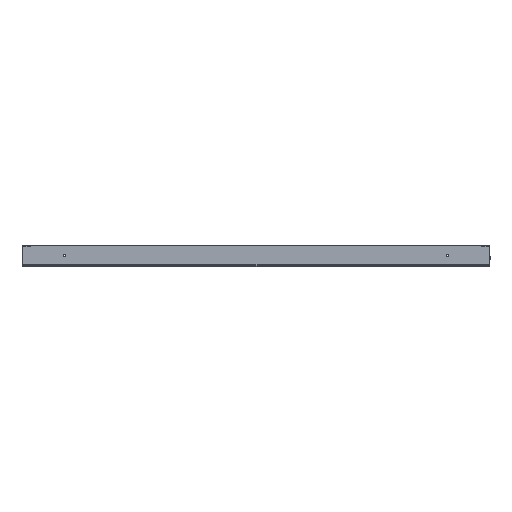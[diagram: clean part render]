
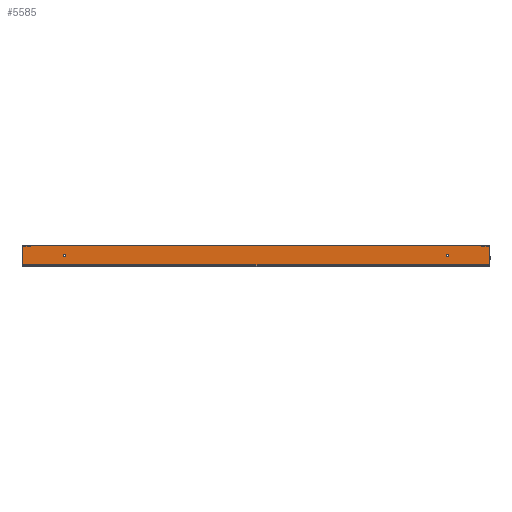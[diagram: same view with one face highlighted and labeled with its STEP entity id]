
A CAD part, front view. The second image highlights one B-rep face of the part: STEP entity #5585.
In plain terms, the highlighted planar face has unit normal (0, -1, 0).
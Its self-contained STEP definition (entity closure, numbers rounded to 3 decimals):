
#719 = EDGE_CURVE ( 'NONE', #25085, #852, #20102, .T. ) ;
#852 = VERTEX_POINT ( 'NONE', #9825 ) ;
#1555 = VERTEX_POINT ( 'NONE', #1767 ) ;
#1576 = CARTESIAN_POINT ( 'NONE',  ( -450., -900., 21. ) ) ;
#1767 = CARTESIAN_POINT ( 'NONE',  ( 547.929, -900., 47. ) ) ;
#1813 = VECTOR ( 'NONE', #28405, 1000. ) ;
#3241 = VECTOR ( 'NONE', #28307, 1000. ) ;
#3436 = DIRECTION ( 'NONE',  ( 0., 0., 1. ) ) ;
#3654 = DIRECTION ( 'NONE',  ( 0., 0., 1. ) ) ;
#3802 = ORIENTED_EDGE ( 'NONE', *, *, #27857, .T. ) ;
#4293 = DIRECTION ( 'NONE',  ( 0., 1., 0. ) ) ;
#5150 = VERTEX_POINT ( 'NONE', #1576 ) ;
#5408 = LINE ( 'NONE', #19647, #26486 ) ;
#5585 = ADVANCED_FACE ( 'NONE', ( #9226, #11767, #25477 ), #14115, .F. ) ;
#6111 = EDGE_CURVE ( 'NONE', #5150, #7799, #7109, .T. ) ;
#6741 = AXIS2_PLACEMENT_3D ( 'NONE', #14731, #17078, #33522 ) ;
#7109 = CIRCLE ( 'NONE', #31916, 3. ) ;
#7182 = VERTEX_POINT ( 'NONE', #31914 ) ;
#7240 = DIRECTION ( 'NONE',  ( 0., 0., 1. ) ) ;
#7799 = VERTEX_POINT ( 'NONE', #30564 ) ;
#8075 = ORIENTED_EDGE ( 'NONE', *, *, #19100, .T. ) ;
#8370 = CARTESIAN_POINT ( 'NONE',  ( 450., -900., 27. ) ) ;
#8741 = EDGE_LOOP ( 'NONE', ( #13214, #29411 ) ) ;
#8929 = ORIENTED_EDGE ( 'NONE', *, *, #23797, .T. ) ;
#9226 = FACE_BOUND ( 'NONE', #10033, .T. ) ;
#9353 = CARTESIAN_POINT ( 'NONE',  ( -550., -900., 2. ) ) ;
#9371 = VERTEX_POINT ( 'NONE', #10386 ) ;
#9478 = CARTESIAN_POINT ( 'NONE',  ( 546.929, -900., 48. ) ) ;
#9539 = EDGE_CURVE ( 'NONE', #32094, #16767, #15814, .T. ) ;
#9825 = CARTESIAN_POINT ( 'NONE',  ( -546.929, -900., 48. ) ) ;
#10033 = EDGE_LOOP ( 'NONE', ( #8075, #12243 ) ) ;
#10245 = CIRCLE ( 'NONE', #15980, 3. ) ;
#10386 = CARTESIAN_POINT ( 'NONE',  ( -547.929, -900., 2. ) ) ;
#11687 = DIRECTION ( 'NONE',  ( 0., 0., 1. ) ) ;
#11760 = DIRECTION ( 'NONE',  ( 0., 0., 1. ) ) ;
#11767 = FACE_BOUND ( 'NONE', #8741, .T. ) ;
#12243 = ORIENTED_EDGE ( 'NONE', *, *, #6111, .T. ) ;
#12250 = DIRECTION ( 'NONE',  ( 0., 0., 1. ) ) ;
#13214 = ORIENTED_EDGE ( 'NONE', *, *, #15382, .T. ) ;
#14081 = ORIENTED_EDGE ( 'NONE', *, *, #34229, .F. ) ;
#14115 = PLANE ( 'NONE',  #30172 ) ;
#14731 = CARTESIAN_POINT ( 'NONE',  ( -450., -900., 24. ) ) ;
#15171 = DIRECTION ( 'NONE',  ( 0., -1., 0. ) ) ;
#15382 = EDGE_CURVE ( 'NONE', #16767, #32094, #10245, .T. ) ;
#15814 = CIRCLE ( 'NONE', #34268, 3. ) ;
#15980 = AXIS2_PLACEMENT_3D ( 'NONE', #24490, #21242, #32984 ) ;
#16241 = CARTESIAN_POINT ( 'NONE',  ( -547.929, -900., 47. ) ) ;
#16594 = DIRECTION ( 'NONE',  ( 0., 0., 1. ) ) ;
#16767 = VERTEX_POINT ( 'NONE', #8370 ) ;
#17078 = DIRECTION ( 'NONE',  ( 0., 1., 0. ) ) ;
#17415 = ORIENTED_EDGE ( 'NONE', *, *, #719, .T. ) ;
#17726 = EDGE_CURVE ( 'NONE', #7182, #9371, #34090, .T. ) ;
#18528 = VECTOR ( 'NONE', #7240, 1000. ) ;
#19100 = EDGE_CURVE ( 'NONE', #7799, #5150, #22300, .T. ) ;
#19506 = CIRCLE ( 'NONE', #21821, 1. ) ;
#19647 = CARTESIAN_POINT ( 'NONE',  ( 547.929, -900., 0. ) ) ;
#20102 = LINE ( 'NONE', #28228, #1813 ) ;
#21242 = DIRECTION ( 'NONE',  ( 0., 1., 0. ) ) ;
#21821 = AXIS2_PLACEMENT_3D ( 'NONE', #25228, #27759, #11687 ) ;
#22300 = CIRCLE ( 'NONE', #6741, 3. ) ;
#22592 = DIRECTION ( 'NONE',  ( 0., 1., 0. ) ) ;
#22964 = EDGE_CURVE ( 'NONE', #852, #25996, #29304, .T. ) ;
#23797 = EDGE_CURVE ( 'NONE', #1555, #25085, #19506, .T. ) ;
#24490 = CARTESIAN_POINT ( 'NONE',  ( 450., -900., 24. ) ) ;
#24804 = ORIENTED_EDGE ( 'NONE', *, *, #17726, .F. ) ;
#25085 = VERTEX_POINT ( 'NONE', #9478 ) ;
#25228 = CARTESIAN_POINT ( 'NONE',  ( 546.929, -900., 47. ) ) ;
#25477 = FACE_OUTER_BOUND ( 'NONE', #34512, .T. ) ;
#25515 = CARTESIAN_POINT ( 'NONE',  ( 450., -900., 24. ) ) ;
#25962 = CARTESIAN_POINT ( 'NONE',  ( -450., -900., 24. ) ) ;
#25996 = VERTEX_POINT ( 'NONE', #16241 ) ;
#26486 = VECTOR ( 'NONE', #16594, 1000. ) ;
#26558 = LINE ( 'NONE', #29270, #18528 ) ;
#26982 = AXIS2_PLACEMENT_3D ( 'NONE', #30889, #15171, #11760 ) ;
#27759 = DIRECTION ( 'NONE',  ( 0., -1., 0. ) ) ;
#27857 = EDGE_CURVE ( 'NONE', #7182, #1555, #5408, .T. ) ;
#28180 = CARTESIAN_POINT ( 'NONE',  ( 0., -900., 0. ) ) ;
#28228 = CARTESIAN_POINT ( 'NONE',  ( 0., -900., 48. ) ) ;
#28307 = DIRECTION ( 'NONE',  ( -1., 0., 0. ) ) ;
#28399 = DIRECTION ( 'NONE',  ( 0., 1., 0. ) ) ;
#28405 = DIRECTION ( 'NONE',  ( -1., 0., 0. ) ) ;
#29270 = CARTESIAN_POINT ( 'NONE',  ( -547.929, -900., 0. ) ) ;
#29304 = CIRCLE ( 'NONE', #26982, 1. ) ;
#29411 = ORIENTED_EDGE ( 'NONE', *, *, #9539, .T. ) ;
#30172 = AXIS2_PLACEMENT_3D ( 'NONE', #28180, #22592, #3436 ) ;
#30564 = CARTESIAN_POINT ( 'NONE',  ( -450., -900., 27. ) ) ;
#30889 = CARTESIAN_POINT ( 'NONE',  ( -546.929, -900., 47. ) ) ;
#31914 = CARTESIAN_POINT ( 'NONE',  ( 547.929, -900., 2. ) ) ;
#31916 = AXIS2_PLACEMENT_3D ( 'NONE', #25962, #4293, #12250 ) ;
#32094 = VERTEX_POINT ( 'NONE', #33604 ) ;
#32984 = DIRECTION ( 'NONE',  ( 0., 0., 1. ) ) ;
#33306 = ORIENTED_EDGE ( 'NONE', *, *, #22964, .T. ) ;
#33522 = DIRECTION ( 'NONE',  ( 0., 0., 1. ) ) ;
#33604 = CARTESIAN_POINT ( 'NONE',  ( 450., -900., 21. ) ) ;
#34090 = LINE ( 'NONE', #9353, #3241 ) ;
#34229 = EDGE_CURVE ( 'NONE', #9371, #25996, #26558, .T. ) ;
#34268 = AXIS2_PLACEMENT_3D ( 'NONE', #25515, #28399, #3654 ) ;
#34512 = EDGE_LOOP ( 'NONE', ( #17415, #33306, #14081, #24804, #3802, #8929 ) ) ;
